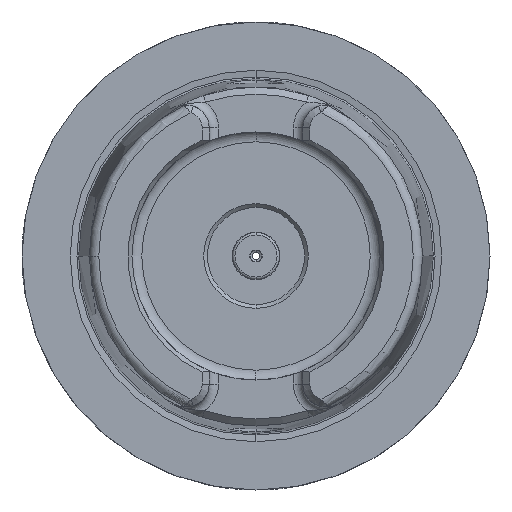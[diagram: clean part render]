
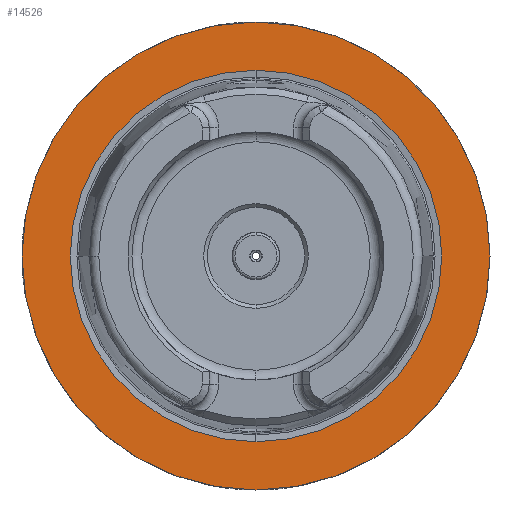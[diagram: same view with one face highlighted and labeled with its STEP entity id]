
A CAD part, left-side view. The second image highlights one B-rep face of the part: STEP entity #14526.
In plain terms, the highlighted planar face has unit normal (-1, 0, 0).
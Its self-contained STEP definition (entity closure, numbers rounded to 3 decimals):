
#840 = CARTESIAN_POINT ( 'NONE',  ( 0., 0., 0. ) ) ;
#2361 = DIRECTION ( 'NONE',  ( 0., 0., 1. ) ) ;
#2590 = AXIS2_PLACEMENT_3D ( 'NONE', #12999, #3810, #14553 ) ;
#2763 = VERTEX_POINT ( 'NONE', #18829 ) ;
#2976 = DIRECTION ( 'NONE',  ( 1., 0., 0. ) ) ;
#3223 = EDGE_LOOP ( 'NONE', ( #11694, #14337 ) ) ;
#3487 = VERTEX_POINT ( 'NONE', #9429 ) ;
#3810 = DIRECTION ( 'NONE',  ( -1., 0., 0. ) ) ;
#4017 = AXIS2_PLACEMENT_3D ( 'NONE', #4581, #15327, #6127 ) ;
#4581 = CARTESIAN_POINT ( 'NONE',  ( 0., 0., 0. ) ) ;
#6127 = DIRECTION ( 'NONE',  ( 0., 0., 1. ) ) ;
#6208 = EDGE_CURVE ( 'NONE', #19789, #13829, #19273, .T. ) ;
#6287 = CIRCLE ( 'NONE', #19025, 39.682 ) ;
#7441 = PLANE ( 'NONE',  #19901 ) ;
#8143 = ORIENTED_EDGE ( 'NONE', *, *, #10304, .F. ) ;
#8194 = DIRECTION ( 'NONE',  ( -1., 0., 0. ) ) ;
#8598 = AXIS2_PLACEMENT_3D ( 'NONE', #17387, #8194, #18922 ) ;
#9276 = EDGE_CURVE ( 'NONE', #3487, #2763, #6287, .T. ) ;
#9429 = CARTESIAN_POINT ( 'NONE',  ( 0., 0., 39.682 ) ) ;
#9587 = EDGE_CURVE ( 'NONE', #13829, #19789, #12288, .T. ) ;
#10304 = EDGE_CURVE ( 'NONE', #2763, #3487, #18917, .T. ) ;
#11349 = FACE_OUTER_BOUND ( 'NONE', #3223, .T. ) ;
#11572 = DIRECTION ( 'NONE',  ( -1., 0., 0. ) ) ;
#11694 = ORIENTED_EDGE ( 'NONE', *, *, #9587, .T. ) ;
#12187 = CARTESIAN_POINT ( 'NONE',  ( 0., 0., 0. ) ) ;
#12288 = CIRCLE ( 'NONE', #8598, 50. ) ;
#12999 = CARTESIAN_POINT ( 'NONE',  ( 0., 0., 0. ) ) ;
#13048 = EDGE_LOOP ( 'NONE', ( #19077, #8143 ) ) ;
#13728 = DIRECTION ( 'NONE',  ( 0., 0., -1. ) ) ;
#13829 = VERTEX_POINT ( 'NONE', #19028 ) ;
#14337 = ORIENTED_EDGE ( 'NONE', *, *, #6208, .T. ) ;
#14526 = ADVANCED_FACE ( 'NONE', ( #11349, #15440 ), #7441, .F. ) ;
#14553 = DIRECTION ( 'NONE',  ( 0., 0., 1. ) ) ;
#15327 = DIRECTION ( 'NONE',  ( -1., 0., 0. ) ) ;
#15440 = FACE_BOUND ( 'NONE', #13048, .T. ) ;
#17387 = CARTESIAN_POINT ( 'NONE',  ( 0., 0., 0. ) ) ;
#18829 = CARTESIAN_POINT ( 'NONE',  ( 0., 0., -39.682 ) ) ;
#18917 = CIRCLE ( 'NONE', #2590, 39.682 ) ;
#18922 = DIRECTION ( 'NONE',  ( 0., 0., 1. ) ) ;
#19025 = AXIS2_PLACEMENT_3D ( 'NONE', #840, #11572, #2361 ) ;
#19028 = CARTESIAN_POINT ( 'NONE',  ( 0., 0., 50. ) ) ;
#19077 = ORIENTED_EDGE ( 'NONE', *, *, #9276, .F. ) ;
#19273 = CIRCLE ( 'NONE', #4017, 50. ) ;
#19354 = CARTESIAN_POINT ( 'NONE',  ( 0., 0., -50. ) ) ;
#19789 = VERTEX_POINT ( 'NONE', #19354 ) ;
#19901 = AXIS2_PLACEMENT_3D ( 'NONE', #12187, #2976, #13728 ) ;
